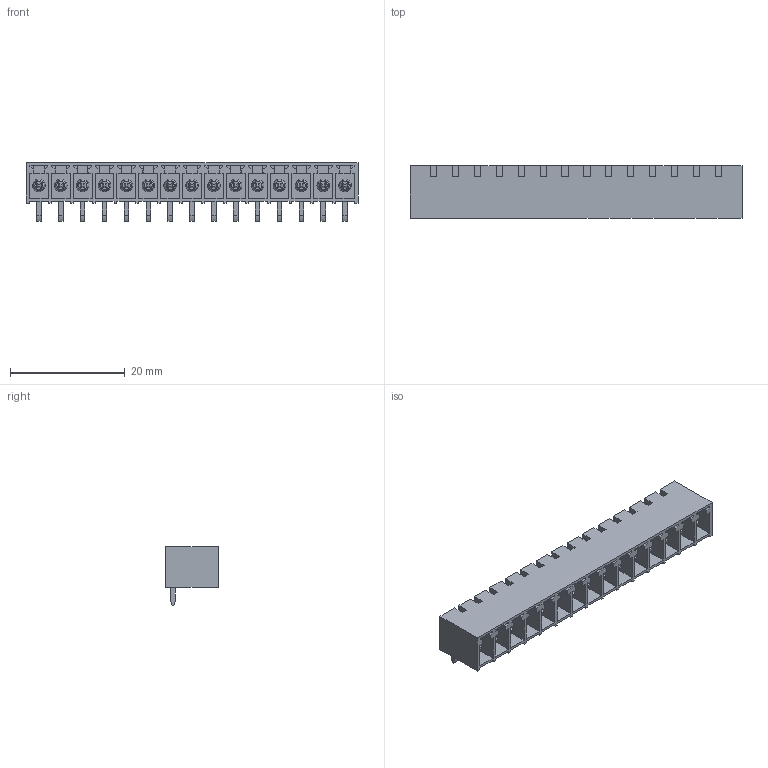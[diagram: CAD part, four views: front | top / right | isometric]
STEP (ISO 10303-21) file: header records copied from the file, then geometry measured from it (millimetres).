
FILE_DESCRIPTION(('CATIA V5 STEP Exchange','CAx-IF Rec.Pracs.--- Model Styling and Organization---1.2---2011-12-15'),'2;1');
FILE_NAME ('D1457646_0_1862780000_1862780000.stp','2018-10-11T06:03:38+00:00',('none'),('Weidmueller'),'CATIA Version 5-6 Release 2014','CATIA V5 STEP AP214','none');
FILE_SCHEMA(('AUTOMOTIVE_DESIGN { 1 0 10303 214 1 1 1 1 }'));
Length unit declared in the file: millimetre
Products named in the file (1): 1862780000
Bounding box: 57.84 x 9.2 x 10.27 mm (x, y, z)
Volume: 1447.3 mm3; surface area: 5483 mm2
Topology: 16 solids, 16 shells, 1099 faces, 3152 edges, 2130 vertices
Faces by surface type: plane 831, cylinder 208, torus 30, cone 30
Entity records: 32558 total; most frequent: ORIENTED_EDGE 6304, CARTESIAN_POINT 5992, DIRECTION 4150, EDGE_CURVE 3152, VECTOR 2616, LINE 2616, VERTEX_POINT 2130, EDGE_LOOP 1174
